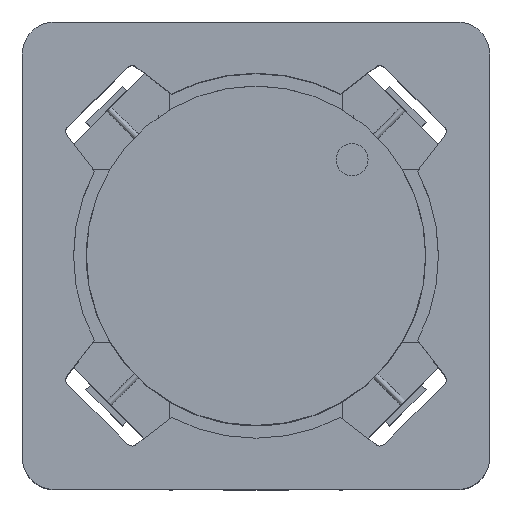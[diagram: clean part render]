
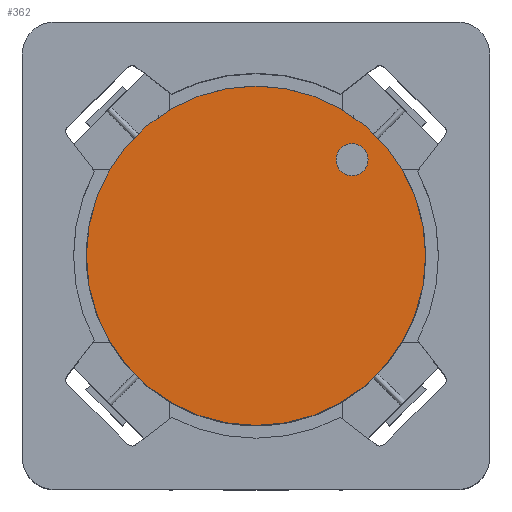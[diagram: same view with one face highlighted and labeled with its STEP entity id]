
A CAD part, top view. The second image highlights one B-rep face of the part: STEP entity #362.
In plain terms, the highlighted planar face has unit normal (0, 0, 1).
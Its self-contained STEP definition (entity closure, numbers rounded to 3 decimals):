
#362 = ADVANCED_FACE( '', ( #922, #923 ), #924, .F. );
#922 = FACE_OUTER_BOUND( '', #1848, .T. );
#923 = FACE_BOUND( '', #1849, .T. );
#924 = PLANE( '', #1850 );
#1848 = EDGE_LOOP( '', ( #8121 ) );
#1849 = EDGE_LOOP( '', ( #8122 ) );
#1850 = AXIS2_PLACEMENT_3D( '', #8123, #8124, #8125 );
#8121 = ORIENTED_EDGE( '', *, *, #10184, .F. );
#8122 = ORIENTED_EDGE( '', *, *, #10185, .T. );
#8123 = CARTESIAN_POINT( '', ( 0., 0., 3.8 ) );
#8124 = DIRECTION( '', ( 0., 0., -1. ) );
#8125 = DIRECTION( '', ( -1., 0., 0. ) );
#10184 = EDGE_CURVE( '', #11203, #11203, #11204, .T. );
#10185 = EDGE_CURVE( '', #11205, #11205, #11206, .T. );
#11203 = VERTEX_POINT( '', #12702 );
#11204 = CIRCLE( '', #12703, 2.65 );
#11205 = VERTEX_POINT( '', #12704 );
#11206 = CIRCLE( '', #12705, 0.25 );
#12702 = CARTESIAN_POINT( '', ( 0., 2.65, 3.8 ) );
#12703 = AXIS2_PLACEMENT_3D( '', #14509, #14510, #14511 );
#12704 = CARTESIAN_POINT( '', ( 1.5, 1.75, 3.8 ) );
#12705 = AXIS2_PLACEMENT_3D( '', #14512, #14513, #14514 );
#14509 = CARTESIAN_POINT( '', ( 0., 0., 3.8 ) );
#14510 = DIRECTION( '', ( 0., 0., -1. ) );
#14511 = DIRECTION( '', ( 0., 1., 0. ) );
#14512 = CARTESIAN_POINT( '', ( 1.5, 1.5, 3.8 ) );
#14513 = DIRECTION( '', ( 0., 0., -1. ) );
#14514 = DIRECTION( '', ( 0., 1., 0. ) );
